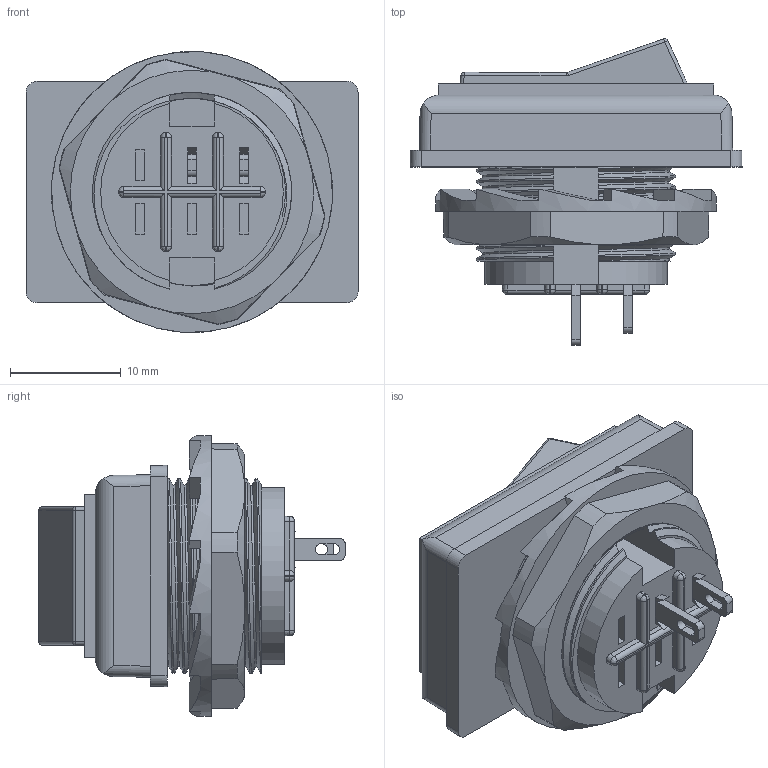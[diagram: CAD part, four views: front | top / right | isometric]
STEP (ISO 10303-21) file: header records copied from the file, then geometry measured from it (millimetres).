
FILE_DESCRIPTION((''),'2;1');
FILE_NAME('GRB49A-05.stp','2013-12-16T09:04:22',('dwiltbank'),(''),'Autodesk Inventor 2011','Autodesk Inventor 2011','');
FILE_SCHEMA(('CONFIG_CONTROL_DESIGN'));
Length unit declared in the file: millimetre
Products named in the file (1): R13-49A-05
Bounding box: 30 x 27.69 x 25.37 mm (x, y, z)
Volume: 6754.5 mm3; surface area: 5328.2 mm2
Topology: 1 solids, 1 shells, 311 faces, 857 edges, 552 vertices
Faces by surface type: plane 144, bspline 69, cylinder 66, cone 26, sphere 4, torus 2
Entity records: 23617 total; most frequent: CARTESIAN_POINT 15890, ORIENTED_EDGE 1710, DIRECTION 1349, EDGE_CURVE 855, VERTEX_POINT 552, VECTOR 459, LINE 459, AXIS2_PLACEMENT_3D 445
